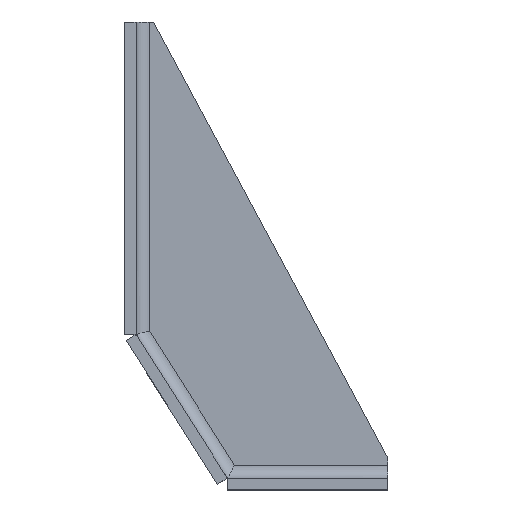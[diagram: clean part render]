
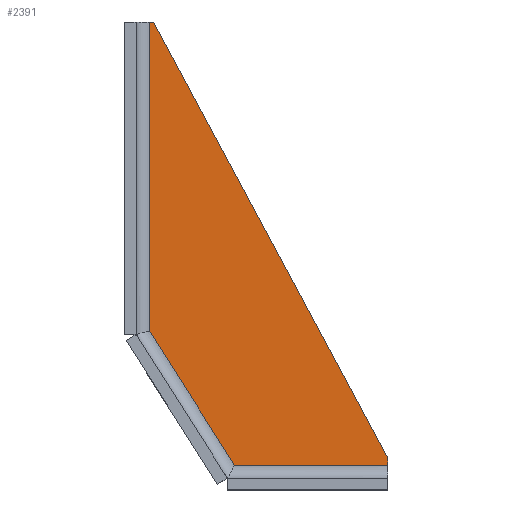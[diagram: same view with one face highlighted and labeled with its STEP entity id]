
A CAD part, top view. The second image highlights one B-rep face of the part: STEP entity #2391.
In plain terms, the highlighted planar face has unit normal (0, 0, 1).
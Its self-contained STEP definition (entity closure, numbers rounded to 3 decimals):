
#79 = CARTESIAN_POINT ( 'NONE',  ( -80., 160., 4. ) ) ;
#128 = DIRECTION ( 'NONE',  ( 0., 0., 1. ) ) ;
#138 = ORIENTED_EDGE ( 'NONE', *, *, #3288, .T. ) ;
#140 = CARTESIAN_POINT ( 'NONE',  ( -81.5, 160., 4. ) ) ;
#157 = LINE ( 'NONE', #2151, #3081 ) ;
#249 = CARTESIAN_POINT ( 'NONE',  ( -51.007, 6.42, 4. ) ) ;
#273 = AXIS2_PLACEMENT_3D ( 'NONE', #1236, #128, #2091 ) ;
#286 = EDGE_CURVE ( 'NONE', #933, #3412, #157, .T. ) ;
#299 = ORIENTED_EDGE ( 'NONE', *, *, #3337, .T. ) ;
#400 = LINE ( 'NONE', #2484, #3325 ) ;
#484 = ORIENTED_EDGE ( 'NONE', *, *, #286, .T. ) ;
#510 = VERTEX_POINT ( 'NONE', #140 ) ;
#723 = VERTEX_POINT ( 'NONE', #3617 ) ;
#762 = EDGE_LOOP ( 'NONE', ( #2827, #3410, #299, #484, #2548, #138 ) ) ;
#933 = VERTEX_POINT ( 'NONE', #1477 ) ;
#962 = DIRECTION ( 'NONE',  ( 0., -1., 0. ) ) ;
#1236 = CARTESIAN_POINT ( 'NONE',  ( 0., 0., 4. ) ) ;
#1239 = LINE ( 'NONE', #3600, #1605 ) ;
#1311 = VERTEX_POINT ( 'NONE', #3555 ) ;
#1372 = DIRECTION ( 'NONE',  ( 0.536, -0.844, 0. ) ) ;
#1406 = DIRECTION ( 'NONE',  ( -1., 0., 0. ) ) ;
#1477 = CARTESIAN_POINT ( 'NONE',  ( -52.327, 8.5, 4. ) ) ;
#1605 = VECTOR ( 'NONE', #2176, 1000. ) ;
#1937 = FACE_OUTER_BOUND ( 'NONE', #762, .T. ) ;
#2032 = LINE ( 'NONE', #2080, #2717 ) ;
#2080 = CARTESIAN_POINT ( 'NONE',  ( -81.5, 61.56, 4. ) ) ;
#2091 = DIRECTION ( 'NONE',  ( 1., 0., 0. ) ) ;
#2151 = CARTESIAN_POINT ( 'NONE',  ( 0., 8.5, 4. ) ) ;
#2176 = DIRECTION ( 'NONE',  ( 0., 1., 0. ) ) ;
#2199 = DIRECTION ( 'NONE',  ( -0.473, 0.881, 0. ) ) ;
#2216 = VECTOR ( 'NONE', #1406, 1000. ) ;
#2292 = CARTESIAN_POINT ( 'NONE',  ( 0., 8.5, 4. ) ) ;
#2391 = ADVANCED_FACE ( 'NONE', ( #1937 ), #3502, .T. ) ;
#2484 = CARTESIAN_POINT ( 'NONE',  ( -80., 160., 4. ) ) ;
#2548 = ORIENTED_EDGE ( 'NONE', *, *, #3256, .T. ) ;
#2562 = VECTOR ( 'NONE', #1372, 1000. ) ;
#2659 = LINE ( 'NONE', #249, #2562 ) ;
#2717 = VECTOR ( 'NONE', #962, 1000. ) ;
#2827 = ORIENTED_EDGE ( 'NONE', *, *, #3404, .T. ) ;
#2970 = LINE ( 'NONE', #3378, #2216 ) ;
#3081 = VECTOR ( 'NONE', #3293, 1000. ) ;
#3101 = EDGE_CURVE ( 'NONE', #510, #1311, #2032, .T. ) ;
#3256 = EDGE_CURVE ( 'NONE', #3412, #723, #1239, .T. ) ;
#3288 = EDGE_CURVE ( 'NONE', #723, #3460, #400, .T. ) ;
#3293 = DIRECTION ( 'NONE',  ( 1., 0., 0. ) ) ;
#3325 = VECTOR ( 'NONE', #2199, 1000. ) ;
#3337 = EDGE_CURVE ( 'NONE', #1311, #933, #2659, .T. ) ;
#3378 = CARTESIAN_POINT ( 'NONE',  ( -80., 160., 4. ) ) ;
#3404 = EDGE_CURVE ( 'NONE', #3460, #510, #2970, .T. ) ;
#3410 = ORIENTED_EDGE ( 'NONE', *, *, #3101, .T. ) ;
#3412 = VERTEX_POINT ( 'NONE', #2292 ) ;
#3460 = VERTEX_POINT ( 'NONE', #79 ) ;
#3502 = PLANE ( 'NONE',  #273 ) ;
#3555 = CARTESIAN_POINT ( 'NONE',  ( -81.5, 54.469, 4. ) ) ;
#3600 = CARTESIAN_POINT ( 'NONE',  ( 0., 0., 4. ) ) ;
#3617 = CARTESIAN_POINT ( 'NONE',  ( 0., 11., 4. ) ) ;
